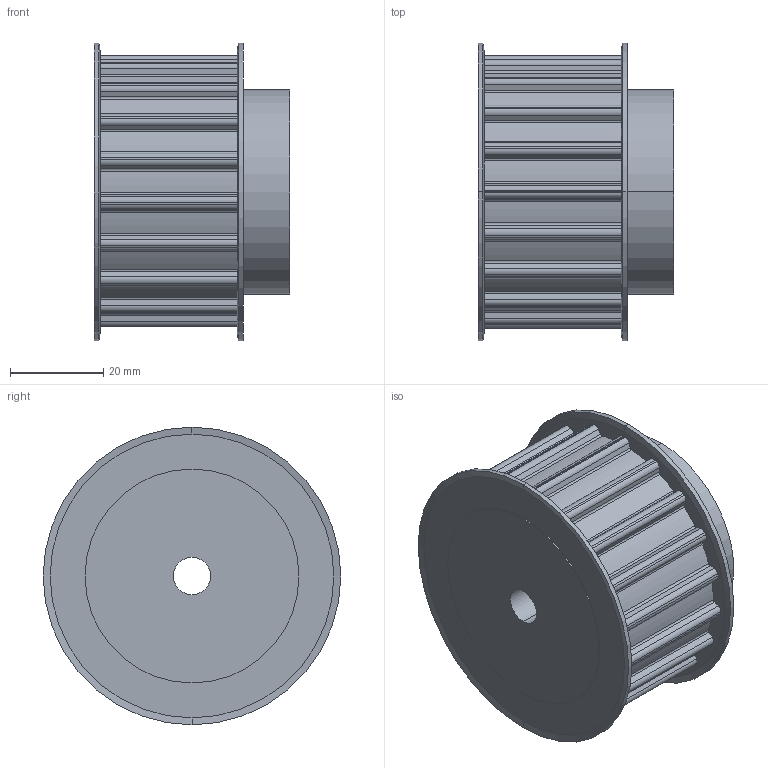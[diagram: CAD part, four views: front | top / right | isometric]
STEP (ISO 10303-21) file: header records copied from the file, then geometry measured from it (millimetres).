
FILE_DESCRIPTION(('STEP AP214'),'1');
FILE_NAME('cctmp_85CD2E7E-B3E7-4D60-BF3C-B670F2593811_2021_1_7_12_40_51_814..stp','2021-01-07T11:40:51',('Mulco-Europe EWIV'),('CADClick - www.CADClick.com'),'Spatial InterOp 3D',' ','unknown authorization');
FILE_SCHEMA(('AUTOMOTIVE_DESIGN'));
Length unit declared in the file: millimetre
Products named in the file (1): 2021_01_07__12-40-51-798
Bounding box: 42 x 64 x 64 mm (x, y, z)
Volume: 91572.5 mm3; surface area: 17522.8 mm2
Topology: 1 solids, 1 shells, 180 faces, 511 edges, 338 vertices
Faces by surface type: cylinder 127, plane 45, cone 8
Entity records: 7441 total; most frequent: DIRECTION 1135, CARTESIAN_POINT 1030, ORIENTED_EDGE 1022, EDGE_CURVE 511, AXIS2_PLACEMENT_3D 443, VERTEX_POINT 338, CIRCLE 262, LINE 249
